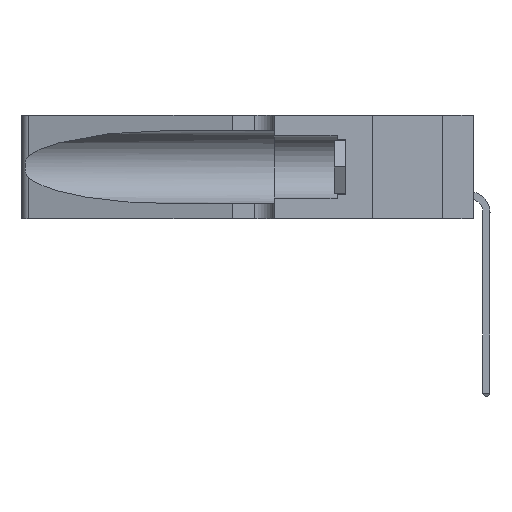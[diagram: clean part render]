
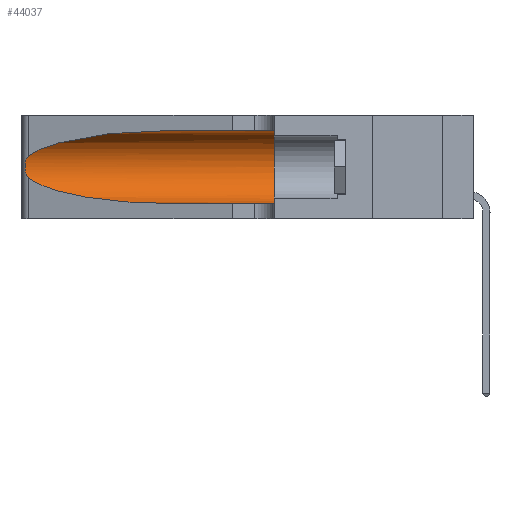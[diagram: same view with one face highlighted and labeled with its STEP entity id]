
A CAD part, left-side view. The second image highlights one B-rep face of the part: STEP entity #44037.
In plain terms, the highlighted cylindrical face has radius 3.308 mm (diameter 6.617 mm), a partial arc.
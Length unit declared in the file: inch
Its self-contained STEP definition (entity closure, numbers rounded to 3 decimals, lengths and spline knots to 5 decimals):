
#354 = CARTESIAN_POINT ( 'NONE',  ( 0.25487, 1.22718, 0.22369 ) ) ;
#788 = VECTOR ( 'NONE', #5691, 39.37008 ) ;
#997 = ORIENTED_EDGE ( 'NONE', *, *, #47222, .T. ) ;
#1521 = CARTESIAN_POINT ( 'NONE',  ( 0.25487, 1.22718, 0.22369 ) ) ;
#1838 = CARTESIAN_POINT ( 'NONE',  ( 0.25487, 1.22718, 0.14631 ) ) ;
#2013 = CARTESIAN_POINT ( 'NONE',  ( 0.25787, 1.23484, 0.2124 ) ) ;
#3145 = VERTEX_POINT ( 'NONE', #6454 ) ;
#3335 = CARTESIAN_POINT ( 'NONE',  ( 0.25487, 1.22718, 0.14631 ) ) ;
#5237 = CARTESIAN_POINT ( 'NONE',  ( 0.26075, 1.23896, 0.178 ) ) ;
#5691 = DIRECTION ( 'NONE',  ( 0., -1., 0. ) ) ;
#6152 = EDGE_CURVE ( 'NONE', #44319, #18690, #46758, .T. ) ;
#6193 = DIRECTION ( 'NONE',  ( 0., 0., 1. ) ) ;
#6454 = CARTESIAN_POINT ( 'NONE',  ( 0.1305, 0.35, 0.05475 ) ) ;
#7361 = VERTEX_POINT ( 'NONE', #46387 ) ;
#7474 = CARTESIAN_POINT ( 'NONE',  ( 0.2373, 1.15595, 0.28018 ) ) ;
#8917 = ORIENTED_EDGE ( 'NONE', *, *, #31989, .T. ) ;
#9118 = EDGE_CURVE ( 'NONE', #18690, #3145, #15555, .T. ) ;
#9537 = VERTEX_POINT ( 'NONE', #15925 ) ;
#11759 = EDGE_CURVE ( 'NONE', #7361, #25617, #12192, .T. ) ;
#12192 = B_SPLINE_CURVE_WITH_KNOTS ( 'NONE', 3,
 ( #1521, #35011, #43134, #2013, #46069, #38886, #27553, #5237, #31459, #16741, #12699, #16444, #27865, #1838 ),
 .UNSPECIFIED., .F., .F.,
 ( 4, 2, 2, 2, 2, 2, 4 ),
 ( 0., 0.00027, 0.00053, 0.00107, 0.0016, 0.00187, 0.00214 ),
 .UNSPECIFIED. ) ;
#12332 = CARTESIAN_POINT ( 'NONE',  ( 0.1305, 1.61858, 0.05475 ) ) ;
#12699 = CARTESIAN_POINT ( 'NONE',  ( 0.25789, 1.23486, 0.15765 ) ) ;
#13177 = EDGE_LOOP ( 'NONE', ( #31357, #16977, #8917, #997, #32753, #31610 ) ) ;
#15090 = CARTESIAN_POINT ( 'NONE',  ( 0.1305, 0.35, 0.31525 ) ) ;
#15350 = FACE_OUTER_BOUND ( 'NONE', #13177, .T. ) ;
#15555 = CIRCLE ( 'NONE', #31491, 0.13025 ) ;
#15925 = CARTESIAN_POINT ( 'NONE',  ( 0.1305, 0.72297, 0.05475 ) ) ;
#16444 = CARTESIAN_POINT ( 'NONE',  ( 0.25639, 1.23186, 0.15144 ) ) ;
#16741 = CARTESIAN_POINT ( 'NONE',  ( 0.25856, 1.23593, 0.16098 ) ) ;
#16977 = ORIENTED_EDGE ( 'NONE', *, *, #11759, .T. ) ;
#18690 = VERTEX_POINT ( 'NONE', #15090 ) ;
#18694 = DIRECTION ( 'NONE',  ( 0., 0., -1. ) ) ;
#21659 = CARTESIAN_POINT ( 'NONE',  ( 0.1305, 0.72297, 0.31525 ) ) ;
#22369 = CARTESIAN_POINT ( 'NONE',  ( 0.1305, 0.72297, 0.05475 ) ) ;
#23092 = AXIS2_PLACEMENT_3D ( 'NONE', #25929, #28870, #18694 ) ;
#24696 = CYLINDRICAL_SURFACE ( 'NONE', #23092, 0.13025 ) ;
#25617 = VERTEX_POINT ( 'NONE', #3335 ) ;
#25929 = CARTESIAN_POINT ( 'NONE',  ( 0.1305, 1.61858, 0.185 ) ) ;
#26638 = LINE ( 'NONE', #12332, #33583 ) ;
#26685 = CARTESIAN_POINT ( 'NONE',  ( 0.18966, 0.96281, 0.31525 ) ) ;
#27170 = DIRECTION ( 'NONE',  ( 0., -1., 0. ) ) ;
#27553 = CARTESIAN_POINT ( 'NONE',  ( 0.26075, 1.23896, 0.19203 ) ) ;
#27865 = CARTESIAN_POINT ( 'NONE',  ( 0.25555, 1.22993, 0.14849 ) ) ;
#27989 = CARTESIAN_POINT ( 'NONE',  ( 0.1305, 1.61858, 0.31525 ) ) ;
#28870 = DIRECTION ( 'NONE',  ( 0., -1., 0. ) ) ;
#29426 = CARTESIAN_POINT ( 'NONE',  ( 0.18966, 0.96281, 0.05475 ) ) ;
#31357 = ORIENTED_EDGE ( 'NONE', *, *, #32734, .T. ) ;
#31459 = CARTESIAN_POINT ( 'NONE',  ( 0.26017, 1.23833, 0.17102 ) ) ;
#31491 = AXIS2_PLACEMENT_3D ( 'NONE', #47379, #39517, #6193 ) ;
#31610 = ORIENTED_EDGE ( 'NONE', *, *, #6152, .F. ) ;
#31989 = EDGE_CURVE ( 'NONE', #25617, #9537, #33395, .T. ) ;
#32502 =( BOUNDED_CURVE ( )  B_SPLINE_CURVE ( 3, ( #21659, #26685, #7474, #354 ),
 .UNSPECIFIED., .F., .F. ) 
 B_SPLINE_CURVE_WITH_KNOTS ( ( 4, 4 ),
 ( 1.5708, 2.84003 ),
 .UNSPECIFIED. ) 
 CURVE ( )  GEOMETRIC_REPRESENTATION_ITEM ( )  RATIONAL_B_SPLINE_CURVE ( ( 1., 0.87, 0.87, 1. ) ) 
 REPRESENTATION_ITEM ( '' )  );
#32734 = EDGE_CURVE ( 'NONE', #44319, #7361, #32502, .T. ) ;
#32753 = ORIENTED_EDGE ( 'NONE', *, *, #9118, .F. ) ;
#33395 =( BOUNDED_CURVE ( )  B_SPLINE_CURVE ( 3, ( #35180, #46886, #29426, #22369 ),
 .UNSPECIFIED., .F., .T. ) 
 B_SPLINE_CURVE_WITH_KNOTS ( ( 4, 4 ),
 ( 3.44316, 4.71239 ),
 .UNSPECIFIED. ) 
 CURVE ( )  GEOMETRIC_REPRESENTATION_ITEM ( )  RATIONAL_B_SPLINE_CURVE ( ( 1., 0.87, 0.87, 1. ) ) 
 REPRESENTATION_ITEM ( '' )  );
#33583 = VECTOR ( 'NONE', #27170, 39.37008 ) ;
#35011 = CARTESIAN_POINT ( 'NONE',  ( 0.25555, 1.22994, 0.2215 ) ) ;
#35180 = CARTESIAN_POINT ( 'NONE',  ( 0.25487, 1.22718, 0.14631 ) ) ;
#35851 = CARTESIAN_POINT ( 'NONE',  ( 0.1305, 0.72297, 0.31525 ) ) ;
#38886 = CARTESIAN_POINT ( 'NONE',  ( 0.26018, 1.23835, 0.19895 ) ) ;
#39517 = DIRECTION ( 'NONE',  ( 0., 1., 0. ) ) ;
#43134 = CARTESIAN_POINT ( 'NONE',  ( 0.25639, 1.23184, 0.21858 ) ) ;
#44037 = ADVANCED_FACE ( 'NONE', ( #15350 ), #24696, .F. ) ;
#44319 = VERTEX_POINT ( 'NONE', #35851 ) ;
#46069 = CARTESIAN_POINT ( 'NONE',  ( 0.25854, 1.2359, 0.20912 ) ) ;
#46387 = CARTESIAN_POINT ( 'NONE',  ( 0.25487, 1.22718, 0.22369 ) ) ;
#46758 = LINE ( 'NONE', #27989, #788 ) ;
#46886 = CARTESIAN_POINT ( 'NONE',  ( 0.2373, 1.15595, 0.08982 ) ) ;
#47222 = EDGE_CURVE ( 'NONE', #9537, #3145, #26638, .T. ) ;
#47379 = CARTESIAN_POINT ( 'NONE',  ( 0.1305, 0.35, 0.185 ) ) ;
